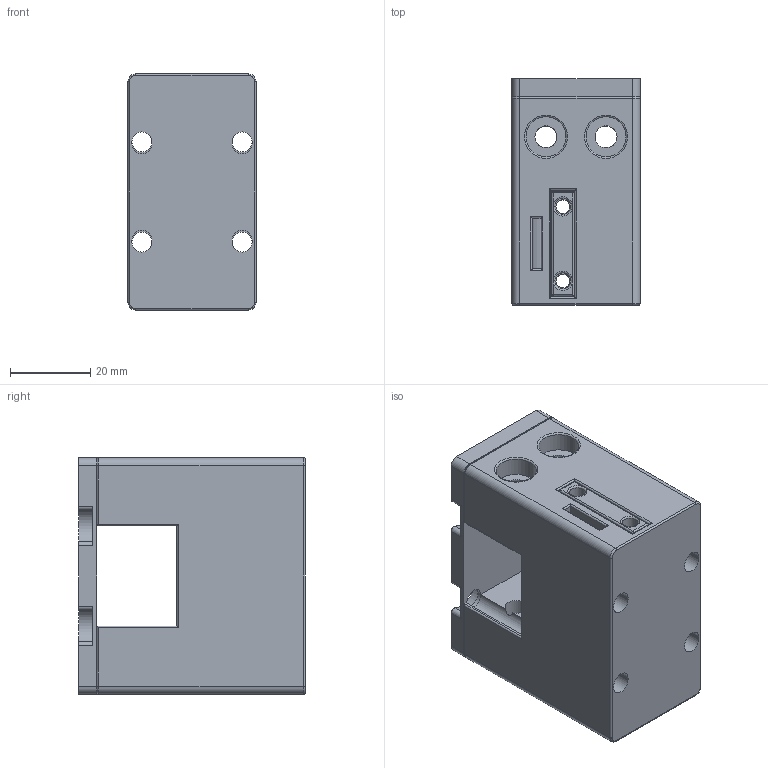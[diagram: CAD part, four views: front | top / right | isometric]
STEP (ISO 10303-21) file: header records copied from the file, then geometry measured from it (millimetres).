
FILE_DESCRIPTION(/* description */ (''),/* implementation_level */ '2;1');
FILE_NAME(/* name */ 'B-Y_Carriage_Tensioner_MGN15_2020_2-X.stp',/* time_stamp */ '2020-10-16T16:27:55-07:00',/* author */ (''),/* organization */ (''),/* preprocessor_version */ 'ST-DEVELOPER v18.1',/* originating_system */ 'Autodesk Translation Framework v9.3.0.1241',/* authorisation */ '');
FILE_SCHEMA (('AUTOMOTIVE_DESIGN { 1 0 10303 214 3 1 1 }'));
Length unit declared in the file: millimetre
Products named in the file (1): FusionComponent
Bounding box: 32 x 56.5 x 59 mm (x, y, z)
Volume: 76225.5 mm3; surface area: 27008.3 mm2
Topology: 3 solids, 3 shells, 214 faces, 551 edges, 334 vertices
Faces by surface type: cylinder 105, plane 81, torus 18, sphere 6, cone 4
Full cylindrical faces by diameter (mm): 3.4 x2, 4 x2, 5 x4, 5.5 x4, 6.5 x2, 10 x4
Entity records: 6658 total; most frequent: DIRECTION 1199, CARTESIAN_POINT 1186, ORIENTED_EDGE 1102, EDGE_CURVE 551, AXIS2_PLACEMENT_3D 439, VERTEX_POINT 334, LINE 321, VECTOR 321
